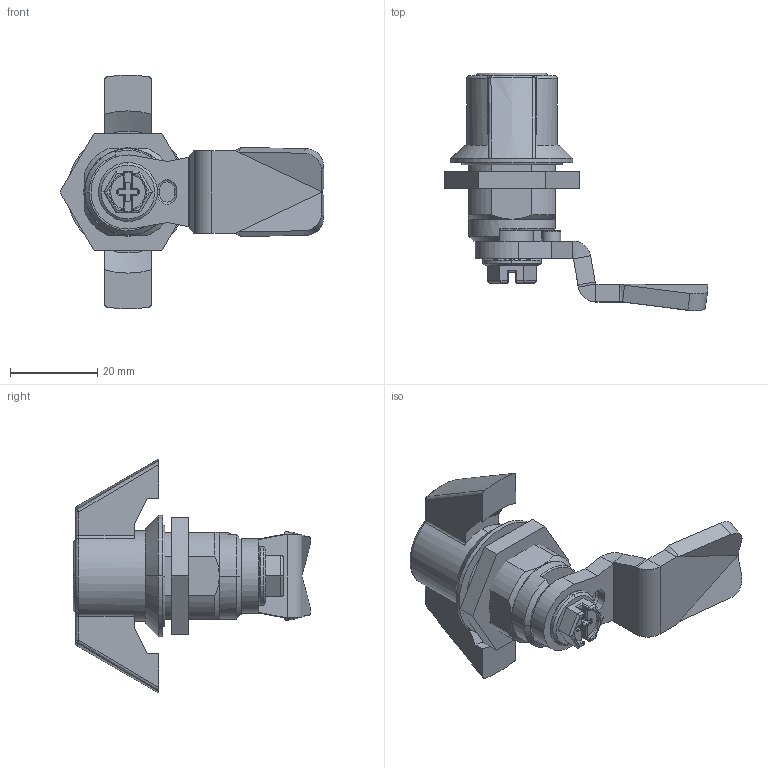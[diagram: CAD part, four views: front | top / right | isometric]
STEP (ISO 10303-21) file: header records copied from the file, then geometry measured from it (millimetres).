
FILE_DESCRIPTION (( 'STEP AP214' ), '1' );
FILE_NAME ('SCE-KLWNB.STEP', '2022-07-21T16:43:45', ( '' ), ( '' ), 'SwSTEP 2.0', 'SolidWorks 2021', '' );
FILE_SCHEMA (( 'AUTOMOTIVE_DESIGN' ));
Length unit declared in the file: inch
Products named in the file (1): SCE-KLWNB
Bounding box: 60.58 x 54.49 x 53.65 mm (x, y, z)
Volume: 22758.8 mm3; surface area: 14030.5 mm2
Topology: 7 solids, 7 shells, 332 faces, 790 edges, 480 vertices
Faces by surface type: plane 140, cylinder 110, torus 26, bspline 25, cone 22, sphere 9
Full cylindrical faces by diameter (mm): 20.29 x1
Entity records: 23202 total; most frequent: CARTESIAN_POINT 11348, ORIENTED_EDGE 1554, DIRECTION 1513, EDGE_CURVE 777, AXIS2_PLACEMENT_3D 562, VERTEX_POINT 476, LINE 389, VECTOR 389
